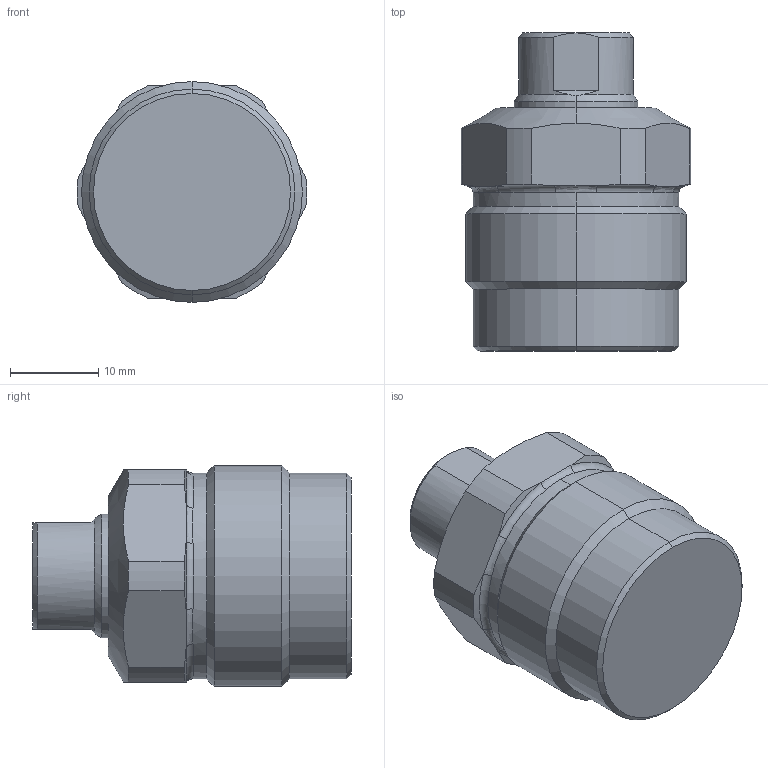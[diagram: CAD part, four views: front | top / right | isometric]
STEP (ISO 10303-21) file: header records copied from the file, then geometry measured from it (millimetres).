
FILE_DESCRIPTION (( 'STEP AP214' ), '1' );
FILE_NAME ('CMC04-05.STEP', '2005-12-23T07:49:23', ( '' ), ( '' ), 'SwSTEP 2.0', 'SolidWorks 2004334', '' );
FILE_SCHEMA (( 'AUTOMOTIVE_DESIGN' ));
Length unit declared in the file: millimetre
Products named in the file (3): CMC04-05; CMC04-05BODY_蹬怮椔; CMC04-05 ROD_蹬怮椔
Assembly tree (2 placements, depth 2):
  CMC04-05
    CMC04-05BODY_蹬怮椔
    CMC04-05 ROD_蹬怮椔
Bounding box: 25.98 x 36 x 25 mm (x, y, z)
Volume: 13344 mm3; surface area: 4249.4 mm2
Topology: 2 solids, 2 shells, 70 faces, 164 edges, 100 vertices
Faces by surface type: cylinder 22, cone 20, plane 16, bspline 6, torus 6
Entity records: 3662 total; most frequent: CARTESIAN_POINT 2029, DIRECTION 330, ORIENTED_EDGE 328, EDGE_CURVE 164, AXIS2_PLACEMENT_3D 143, VERTEX_POINT 100, EDGE_LOOP 74, CIRCLE 74
